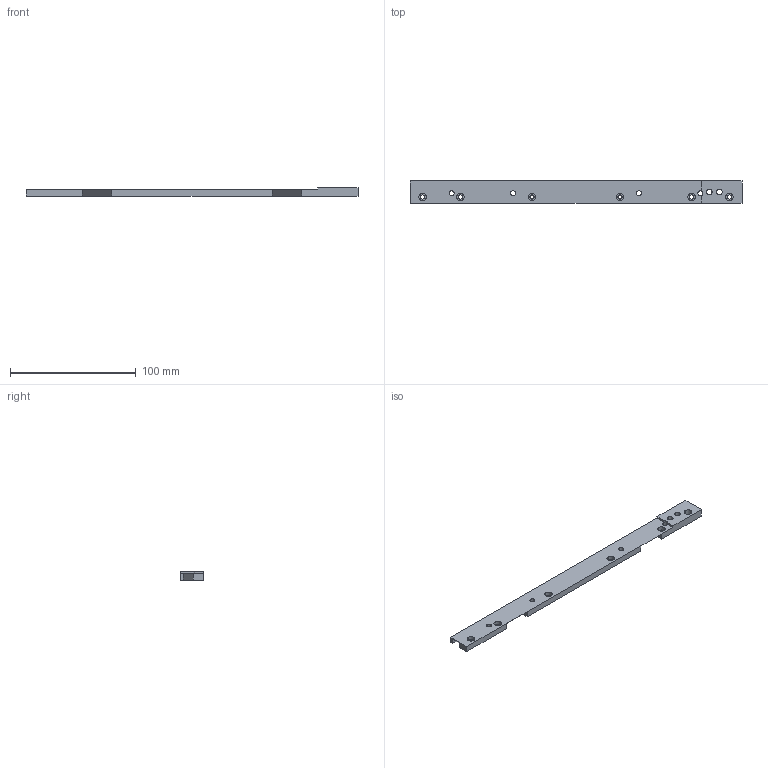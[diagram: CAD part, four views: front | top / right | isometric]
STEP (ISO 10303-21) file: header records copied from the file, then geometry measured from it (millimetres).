
FILE_DESCRIPTION (( 'STEP AP214' ), '1' );
FILE_NAME ('cable_towing_support.STEP', '2024-01-29T16:33:57', ( '' ), ( '' ), 'SwSTEP 2.0', 'SolidWorks 2010', '' );
FILE_SCHEMA (( 'AUTOMOTIVE_DESIGN' ));
Length unit declared in the file: millimetre
Products named in the file (1): cable_towing_support
Bounding box: 264 x 18 x 6.5 mm (x, y, z)
Volume: 22705.5 mm3; surface area: 13057.2 mm2
Topology: 1 solids, 1 shells, 67 faces, 172 edges, 112 vertices
Faces by surface type: cylinder 36, plane 31
Entity records: 2138 total; most frequent: DIRECTION 382, CARTESIAN_POINT 352, ORIENTED_EDGE 344, EDGE_CURVE 172, AXIS2_PLACEMENT_3D 142, VERTEX_POINT 112, LINE 98, VECTOR 98
